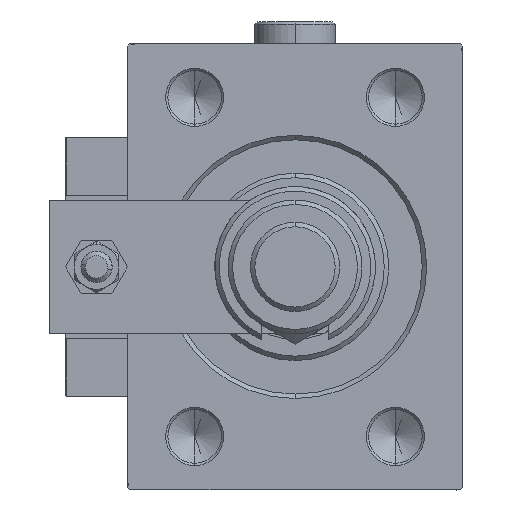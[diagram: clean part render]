
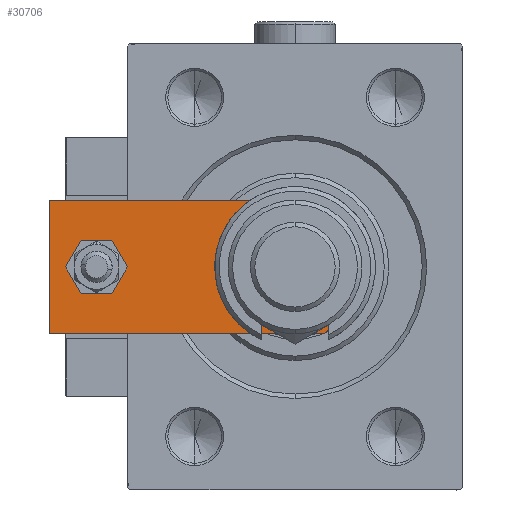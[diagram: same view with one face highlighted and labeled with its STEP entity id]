
A CAD part, left-side view. The second image highlights one B-rep face of the part: STEP entity #30706.
In plain terms, the highlighted face is planar.
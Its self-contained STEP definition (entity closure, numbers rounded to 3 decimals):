
#430 = LINE ( 'NONE', #26524, #22952 ) ;
#786 = VERTEX_POINT ( 'NONE', #39018 ) ;
#1844 = DIRECTION ( 'NONE',  ( 0., 0., 1. ) ) ;
#2059 = LINE ( 'NONE', #9951, #27624 ) ;
#3508 = VECTOR ( 'NONE', #11145, 1000. ) ;
#3748 = CARTESIAN_POINT ( 'NONE',  ( 10., 15., 8. ) ) ;
#4007 = CIRCLE ( 'NONE', #15682, 10. ) ;
#4830 = ORIENTED_EDGE ( 'NONE', *, *, #39457, .F. ) ;
#5567 = EDGE_CURVE ( 'NONE', #22963, #12918, #38512, .T. ) ;
#5777 = DIRECTION ( 'NONE',  ( 1., 0., 0. ) ) ;
#7207 = ORIENTED_EDGE ( 'NONE', *, *, #21232, .T. ) ;
#7529 = PLANE ( 'NONE',  #43250 ) ;
#8581 = DIRECTION ( 'NONE',  ( 1., 0., 0. ) ) ;
#8818 = LINE ( 'NONE', #29596, #46399 ) ;
#9124 = DIRECTION ( 'NONE',  ( 0., 0., 1. ) ) ;
#9951 = CARTESIAN_POINT ( 'NONE',  ( 15., 0., 8. ) ) ;
#10036 = CARTESIAN_POINT ( 'NONE',  ( 15., 70., 8. ) ) ;
#11008 = CIRCLE ( 'NONE', #42381, 4. ) ;
#11145 = DIRECTION ( 'NONE',  ( -1., 0., 0. ) ) ;
#11758 = FACE_OUTER_BOUND ( 'NONE', #22242, .T. ) ;
#12390 = VERTEX_POINT ( 'NONE', #54732 ) ;
#12445 = EDGE_CURVE ( 'NONE', #15439, #12390, #18413, .T. ) ;
#12795 = VECTOR ( 'NONE', #38779, 1000. ) ;
#12918 = VERTEX_POINT ( 'NONE', #24541 ) ;
#13097 = DIRECTION ( 'NONE',  ( 0.707, 0.707, 0. ) ) ;
#14261 = CARTESIAN_POINT ( 'NONE',  ( 0., 15., 8. ) ) ;
#14786 = AXIS2_PLACEMENT_3D ( 'NONE', #51520, #9124, #8581 ) ;
#15439 = VERTEX_POINT ( 'NONE', #3748 ) ;
#15682 = AXIS2_PLACEMENT_3D ( 'NONE', #44250, #1844, #5777 ) ;
#16242 = DIRECTION ( 'NONE',  ( 1., 0., 0. ) ) ;
#17874 = DIRECTION ( 'NONE',  ( 1., 0., 0. ) ) ;
#18413 = CIRCLE ( 'NONE', #50733, 10. ) ;
#18786 = EDGE_LOOP ( 'NONE', ( #4830, #41048 ) ) ;
#19403 = EDGE_CURVE ( 'NONE', #22743, #22963, #8818, .T. ) ;
#20449 = CARTESIAN_POINT ( 'NONE',  ( 0., 0., 8. ) ) ;
#20460 = CARTESIAN_POINT ( 'NONE',  ( -6.5, 0., 8. ) ) ;
#21232 = EDGE_CURVE ( 'NONE', #26238, #42182, #2059, .T. ) ;
#21649 = CARTESIAN_POINT ( 'NONE',  ( -15., 0., 8. ) ) ;
#22242 = EDGE_LOOP ( 'NONE', ( #38143, #35296, #28677, #32167, #7207, #32223 ) ) ;
#22662 = DIRECTION ( 'NONE',  ( 0., 0., 1. ) ) ;
#22743 = VERTEX_POINT ( 'NONE', #51116 ) ;
#22952 = VECTOR ( 'NONE', #13097, 1000. ) ;
#22963 = VERTEX_POINT ( 'NONE', #20460 ) ;
#23187 = EDGE_CURVE ( 'NONE', #42182, #54745, #28251, .T. ) ;
#23759 = CIRCLE ( 'NONE', #14786, 4. ) ;
#24367 = FACE_BOUND ( 'NONE', #18786, .T. ) ;
#24541 = CARTESIAN_POINT ( 'NONE',  ( 6.5, 0., 8. ) ) ;
#24645 = DIRECTION ( 'NONE',  ( 0., 0., 1. ) ) ;
#26238 = VERTEX_POINT ( 'NONE', #27650 ) ;
#26524 = CARTESIAN_POINT ( 'NONE',  ( 3.25, -3.25, 8. ) ) ;
#27624 = VECTOR ( 'NONE', #44743, 1000. ) ;
#27650 = CARTESIAN_POINT ( 'NONE',  ( 15., 8.5, 8. ) ) ;
#28251 = LINE ( 'NONE', #10036, #3508 ) ;
#28677 = ORIENTED_EDGE ( 'NONE', *, *, #5567, .T. ) ;
#28863 = FACE_BOUND ( 'NONE', #34886, .T. ) ;
#28932 = CARTESIAN_POINT ( 'NONE',  ( -4., 59.5, 8. ) ) ;
#29596 = CARTESIAN_POINT ( 'NONE',  ( -3.25, -3.25, 8. ) ) ;
#30706 = ADVANCED_FACE ( 'NONE', ( #24367, #11758, #28863 ), #7529, .T. ) ;
#30750 = EDGE_CURVE ( 'NONE', #786, #49089, #11008, .T. ) ;
#32167 = ORIENTED_EDGE ( 'NONE', *, *, #41455, .T. ) ;
#32223 = ORIENTED_EDGE ( 'NONE', *, *, #23187, .T. ) ;
#34886 = EDGE_LOOP ( 'NONE', ( #55392, #44852 ) ) ;
#35296 = ORIENTED_EDGE ( 'NONE', *, *, #19403, .T. ) ;
#35391 = VECTOR ( 'NONE', #53223, 1000. ) ;
#36015 = EDGE_CURVE ( 'NONE', #12390, #15439, #4007, .T. ) ;
#36041 = EDGE_CURVE ( 'NONE', #54745, #22743, #40037, .T. ) ;
#38143 = ORIENTED_EDGE ( 'NONE', *, *, #36041, .T. ) ;
#38512 = LINE ( 'NONE', #21649, #12795 ) ;
#38779 = DIRECTION ( 'NONE',  ( 1., 0., 0. ) ) ;
#39018 = CARTESIAN_POINT ( 'NONE',  ( 4., 59.5, 8. ) ) ;
#39457 = EDGE_CURVE ( 'NONE', #49089, #786, #23759, .T. ) ;
#40037 = LINE ( 'NONE', #48456, #35391 ) ;
#40074 = DIRECTION ( 'NONE',  ( 1., 0., 0. ) ) ;
#41048 = ORIENTED_EDGE ( 'NONE', *, *, #30750, .F. ) ;
#41455 = EDGE_CURVE ( 'NONE', #12918, #26238, #430, .T. ) ;
#42182 = VERTEX_POINT ( 'NONE', #42572 ) ;
#42381 = AXIS2_PLACEMENT_3D ( 'NONE', #47629, #42605, #17874 ) ;
#42572 = CARTESIAN_POINT ( 'NONE',  ( 15., 70., 8. ) ) ;
#42605 = DIRECTION ( 'NONE',  ( 0., 0., 1. ) ) ;
#43250 = AXIS2_PLACEMENT_3D ( 'NONE', #20449, #24645, #16242 ) ;
#44250 = CARTESIAN_POINT ( 'NONE',  ( 0., 15., 8. ) ) ;
#44743 = DIRECTION ( 'NONE',  ( 0., 1., 0. ) ) ;
#44852 = ORIENTED_EDGE ( 'NONE', *, *, #12445, .F. ) ;
#45261 = CARTESIAN_POINT ( 'NONE',  ( -15., 70., 8. ) ) ;
#46399 = VECTOR ( 'NONE', #47268, 1000. ) ;
#47268 = DIRECTION ( 'NONE',  ( 0.707, -0.707, 0. ) ) ;
#47629 = CARTESIAN_POINT ( 'NONE',  ( 0., 59.5, 8. ) ) ;
#48456 = CARTESIAN_POINT ( 'NONE',  ( -15., 70., 8. ) ) ;
#49089 = VERTEX_POINT ( 'NONE', #28932 ) ;
#50733 = AXIS2_PLACEMENT_3D ( 'NONE', #14261, #22662, #40074 ) ;
#51116 = CARTESIAN_POINT ( 'NONE',  ( -15., 8.5, 8. ) ) ;
#51520 = CARTESIAN_POINT ( 'NONE',  ( 0., 59.5, 8. ) ) ;
#53223 = DIRECTION ( 'NONE',  ( 0., -1., 0. ) ) ;
#54732 = CARTESIAN_POINT ( 'NONE',  ( -10., 15., 8. ) ) ;
#54745 = VERTEX_POINT ( 'NONE', #45261 ) ;
#55392 = ORIENTED_EDGE ( 'NONE', *, *, #36015, .F. ) ;
